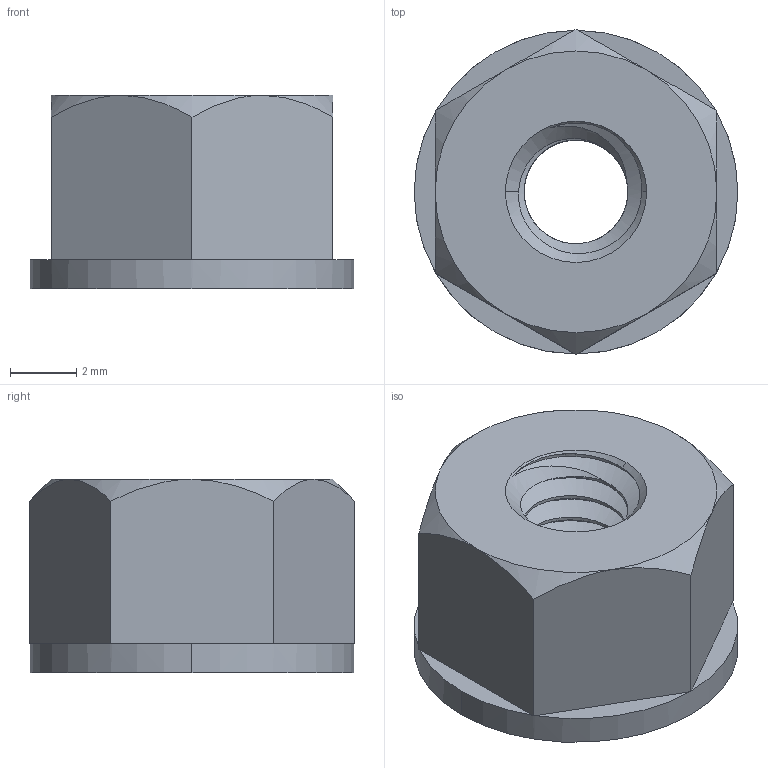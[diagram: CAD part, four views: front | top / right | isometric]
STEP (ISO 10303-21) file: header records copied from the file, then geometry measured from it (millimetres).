
FILE_DESCRIPTION (( 'STEP AP203' ), '1' );
FILE_NAME ('94909A009_Thread-Forming Flange Locknut.STEP', '2023-01-25T21:14:02', ( 'Administrator' ), ( 'Managed by Terraform' ), 'SwSTEP 2.0', 'SolidWorks 2017', '' );
FILE_SCHEMA (( 'CONFIG_CONTROL_DESIGN' ));
Length unit declared in the file: inch
Products named in the file (1): 94909A009_Thread-Forming Flange Locknut
Bounding box: 9.78 x 9.83 x 5.84 mm (x, y, z)
Volume: 312.9 mm3; surface area: 406.7 mm2
Topology: 1 solids, 1 shells, 52 faces, 132 edges, 82 vertices
Faces by surface type: plane 20, cylinder 18, cone 11, bspline 3
Entity records: 3466 total; most frequent: CARTESIAN_POINT 2253, ORIENTED_EDGE 264, DIRECTION 204, EDGE_CURVE 132, VERTEX_POINT 82, AXIS2_PLACEMENT_3D 79, EDGE_LOOP 54, ADVANCED_FACE 52
